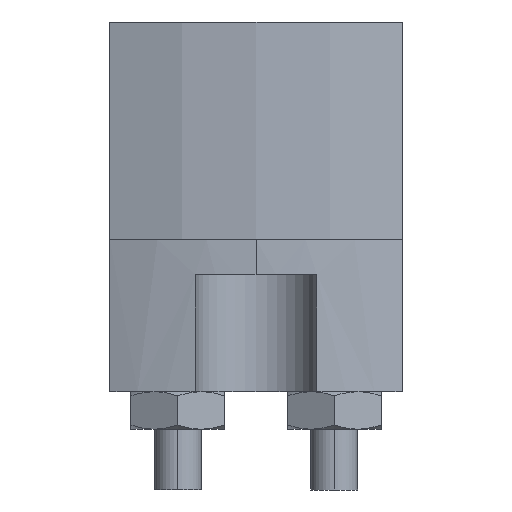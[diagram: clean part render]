
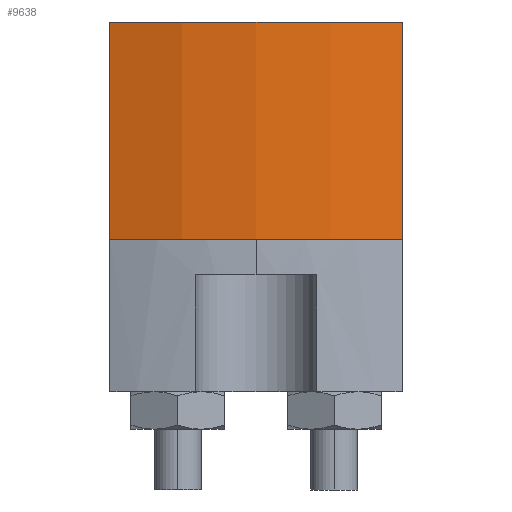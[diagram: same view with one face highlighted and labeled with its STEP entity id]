
A CAD part, left-side view. The second image highlights one B-rep face of the part: STEP entity #9638.
In plain terms, the highlighted cylindrical face has radius 18.5 mm (diameter 37 mm), a partial arc.
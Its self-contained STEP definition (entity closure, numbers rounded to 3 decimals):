
#596 = VERTEX_POINT ( 'NONE', #9289 ) ;
#923 = EDGE_CURVE ( 'NONE', #8030, #7661, #6041, .T. ) ;
#1963 = DIRECTION ( 'NONE',  ( 0., 0., 1. ) ) ;
#2807 = VECTOR ( 'NONE', #10628, 1000. ) ;
#2910 = CARTESIAN_POINT ( 'NONE',  ( -17.412, -6.25, 0. ) ) ;
#2938 = EDGE_LOOP ( 'NONE', ( #5894, #9394, #7320, #4803 ) ) ;
#3209 = DIRECTION ( 'NONE',  ( 0., 0., 1. ) ) ;
#4687 = DIRECTION ( 'NONE',  ( 1., 0., 0. ) ) ;
#4803 = ORIENTED_EDGE ( 'NONE', *, *, #7313, .T. ) ;
#4826 = CARTESIAN_POINT ( 'NONE',  ( -17.412, 6.25, 0. ) ) ;
#5673 = LINE ( 'NONE', #10308, #9915 ) ;
#5894 = ORIENTED_EDGE ( 'NONE', *, *, #6099, .F. ) ;
#6041 = LINE ( 'NONE', #8857, #2807 ) ;
#6099 = EDGE_CURVE ( 'NONE', #7661, #11230, #8511, .T. ) ;
#6746 = EDGE_CURVE ( 'NONE', #8030, #596, #10657, .T. ) ;
#6753 = DIRECTION ( 'NONE',  ( 1., 0., 0. ) ) ;
#7313 = EDGE_CURVE ( 'NONE', #596, #11230, #5673, .T. ) ;
#7320 = ORIENTED_EDGE ( 'NONE', *, *, #6746, .T. ) ;
#7661 = VERTEX_POINT ( 'NONE', #4826 ) ;
#7707 = CYLINDRICAL_SURFACE ( 'NONE', #11665, 18.5 ) ;
#8030 = VERTEX_POINT ( 'NONE', #9057 ) ;
#8413 = CARTESIAN_POINT ( 'NONE',  ( 0., 0., 0. ) ) ;
#8511 = CIRCLE ( 'NONE', #9642, 18.5 ) ;
#8590 = DIRECTION ( 'NONE',  ( 1., 0., 0. ) ) ;
#8857 = CARTESIAN_POINT ( 'NONE',  ( -17.412, 6.25, -9.3 ) ) ;
#9057 = CARTESIAN_POINT ( 'NONE',  ( -17.412, 6.25, -9.3 ) ) ;
#9278 = CARTESIAN_POINT ( 'NONE',  ( 0., 0., -9.3 ) ) ;
#9289 = CARTESIAN_POINT ( 'NONE',  ( -17.412, -6.25, -9.3 ) ) ;
#9394 = ORIENTED_EDGE ( 'NONE', *, *, #923, .F. ) ;
#9428 = DIRECTION ( 'NONE',  ( 0., 0., 1. ) ) ;
#9450 = FACE_OUTER_BOUND ( 'NONE', #2938, .T. ) ;
#9638 = ADVANCED_FACE ( 'NONE', ( #9450 ), #7707, .T. ) ;
#9642 = AXIS2_PLACEMENT_3D ( 'NONE', #8413, #10255, #8590 ) ;
#9905 = AXIS2_PLACEMENT_3D ( 'NONE', #9278, #1963, #4687 ) ;
#9915 = VECTOR ( 'NONE', #9428, 1000. ) ;
#10255 = DIRECTION ( 'NONE',  ( 0., 0., 1. ) ) ;
#10308 = CARTESIAN_POINT ( 'NONE',  ( -17.412, -6.25, -9.3 ) ) ;
#10628 = DIRECTION ( 'NONE',  ( 0., 0., 1. ) ) ;
#10657 = CIRCLE ( 'NONE', #9905, 18.5 ) ;
#11230 = VERTEX_POINT ( 'NONE', #2910 ) ;
#11330 = CARTESIAN_POINT ( 'NONE',  ( 0., 0., -9.3 ) ) ;
#11665 = AXIS2_PLACEMENT_3D ( 'NONE', #11330, #3209, #6753 ) ;
